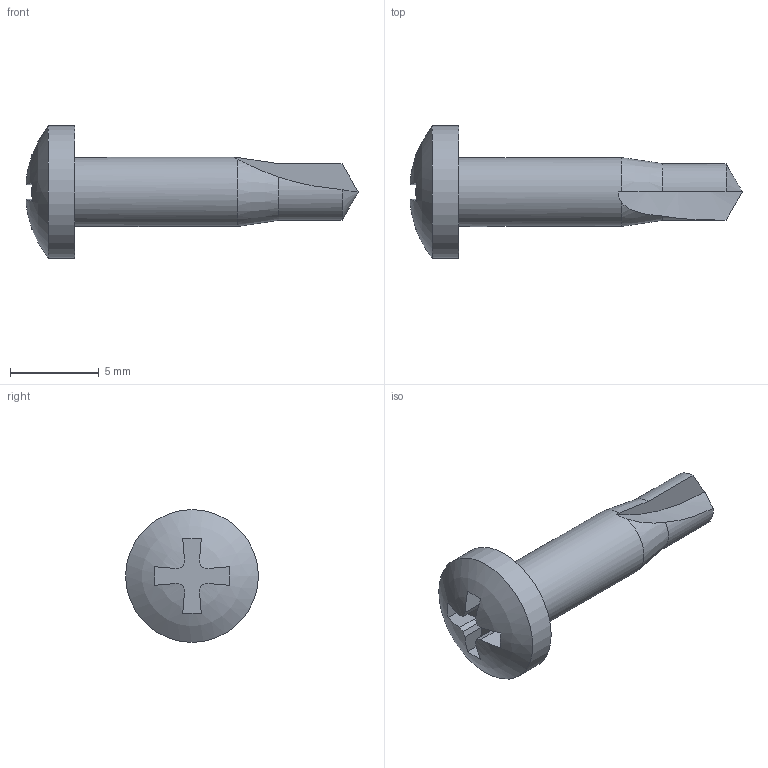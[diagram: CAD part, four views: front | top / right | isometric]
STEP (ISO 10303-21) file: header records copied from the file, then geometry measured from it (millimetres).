
FILE_DESCRIPTION(/* description */ ('KriTec Bohrschraube 3,9x16 DIN 7504'),/* implementation_level */ '2;1');
FILE_NAME(/* name */ '17600_KriTec_Bohrschraube_3_9x16_DIN_7504.stp',/* time_stamp */ '2019-04-29T09:32:08+02:00',/* author */ ('jendrek'),/* organization */ (''),/* preprocessor_version */ 'ST-DEVELOPER v17',/* originating_system */ 'Autodesk Inventor 2018',/* authorisation */ ' ');
FILE_SCHEMA (('AUTOMOTIVE_DESIGN { 1 0 10303 214 3 1 1 }'));
Length unit declared in the file: millimetre
Products named in the file (1): DIN 7504 ST3.9x16-M
Bounding box: 18.75 x 7.5 x 7.5 mm (x, y, z)
Volume: 237.5 mm3; surface area: 326.7 mm2
Topology: 1 solids, 1 shells, 36 faces, 102 edges, 69 vertices
Faces by surface type: plane 25, cylinder 4, cone 4, sphere 3
Full cylindrical faces by diameter (mm): 3.9 x1, 7.5 x1
Entity records: 1330 total; most frequent: CARTESIAN_POINT 279, DIRECTION 207, ORIENTED_EDGE 204, EDGE_CURVE 102, AXIS2_PLACEMENT_3D 78, VERTEX_POINT 69, LINE 51, VECTOR 51
